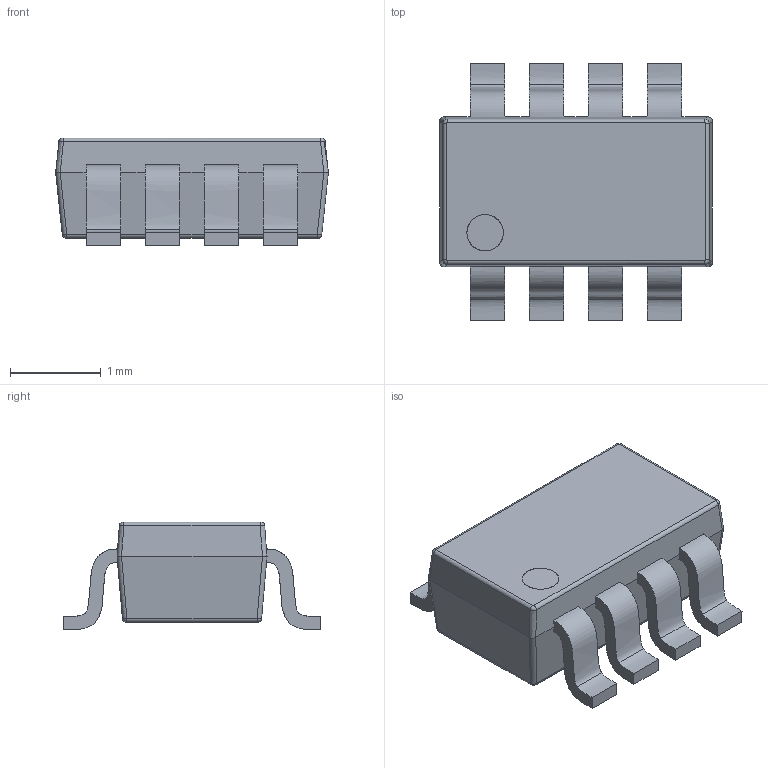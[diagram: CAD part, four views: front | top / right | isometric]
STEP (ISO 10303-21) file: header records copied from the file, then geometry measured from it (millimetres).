
FILE_DESCRIPTION(/* description */ (''),/* implementation_level */ '2;1');
FILE_NAME(/* name */ 'SOT23-8',/* time_stamp */ '2019-02-09T19:09:37+01:00',/* author */ (''),/* organization */ (''),/* preprocessor_version */ 'ST-DEVELOPER v16.5',/* originating_system */ '',/* authorisation */ '');
FILE_SCHEMA (('AUTOMOTIVE_DESIGN'));
Length unit declared in the file: millimetre
Products named in the file (1): Document
Bounding box: 3 x 2.84 x 1.18 mm (x, y, z)
Volume: 0.5 mm3; surface area: 30.1 mm2
Topology: 8 solids, 10 shells, 131 faces, 314 edges, 202 vertices
Faces by surface type: bspline 88, plane 43
Entity records: 7665 total; most frequent: CARTESIAN_POINT 5546, ORIENTED_EDGE 626, EDGE_CURVE 314, B_SPLINE_CURVE_WITH_KNOTS 251, VERTEX_POINT 202, EDGE_LOOP 132, ADVANCED_FACE 131, FACE_OUTER_BOUND 131
